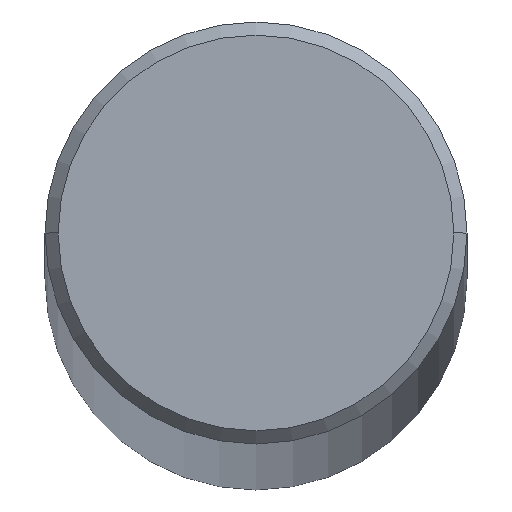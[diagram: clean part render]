
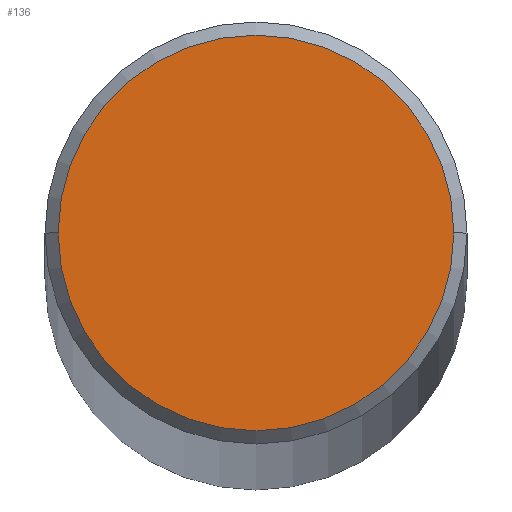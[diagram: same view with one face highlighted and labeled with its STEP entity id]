
A CAD part, top view. The second image highlights one B-rep face of the part: STEP entity #136.
In plain terms, the highlighted planar face has unit normal (0, 0, 1).
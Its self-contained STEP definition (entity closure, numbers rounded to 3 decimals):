
#18 = CARTESIAN_POINT ( 'NONE',  ( 0., 0., 0. ) ) ;
#21 = CARTESIAN_POINT ( 'NONE',  ( 7.5, 0., 0. ) ) ;
#23 = DIRECTION ( 'NONE',  ( 0., 0., 1. ) ) ;
#30 = VERTEX_POINT ( 'NONE', #21 ) ;
#34 = CARTESIAN_POINT ( 'NONE',  ( 0., 0., 0. ) ) ;
#37 = PLANE ( 'NONE',  #210 ) ;
#45 = VERTEX_POINT ( 'NONE', #67 ) ;
#48 = DIRECTION ( 'NONE',  ( 1., 0., 0. ) ) ;
#51 = DIRECTION ( 'NONE',  ( 0., 0., 1. ) ) ;
#67 = CARTESIAN_POINT ( 'NONE',  ( -7.5, 0., 0. ) ) ;
#82 = EDGE_LOOP ( 'NONE', ( #120, #115 ) ) ;
#100 = FACE_OUTER_BOUND ( 'NONE', #82, .T. ) ;
#115 = ORIENTED_EDGE ( 'NONE', *, *, #221, .T. ) ;
#120 = ORIENTED_EDGE ( 'NONE', *, *, #209, .T. ) ;
#136 = ADVANCED_FACE ( 'NONE', ( #100 ), #37, .T. ) ;
#142 = DIRECTION ( 'NONE',  ( 0., 0., 1. ) ) ;
#150 = DIRECTION ( 'NONE',  ( 1., 0., 0. ) ) ;
#164 = DIRECTION ( 'NONE',  ( 1., 0., 0. ) ) ;
#168 = CARTESIAN_POINT ( 'NONE',  ( 0., 0., 0. ) ) ;
#187 = AXIS2_PLACEMENT_3D ( 'NONE', #168, #142, #150 ) ;
#204 = AXIS2_PLACEMENT_3D ( 'NONE', #34, #23, #164 ) ;
#209 = EDGE_CURVE ( 'NONE', #45, #30, #274, .T. ) ;
#210 = AXIS2_PLACEMENT_3D ( 'NONE', #18, #51, #48 ) ;
#221 = EDGE_CURVE ( 'NONE', #30, #45, #246, .T. ) ;
#246 = CIRCLE ( 'NONE', #187, 7.5 ) ;
#274 = CIRCLE ( 'NONE', #204, 7.5 ) ;
